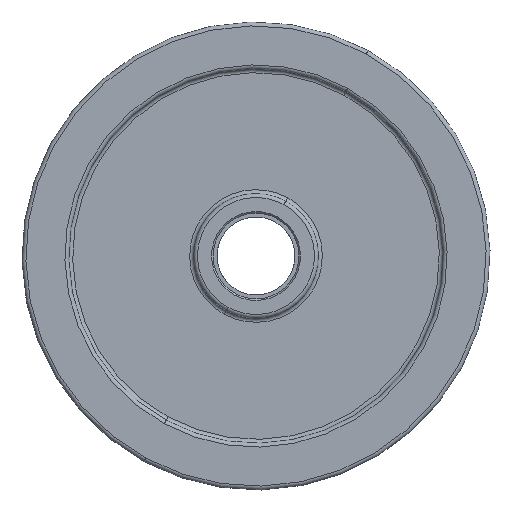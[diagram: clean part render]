
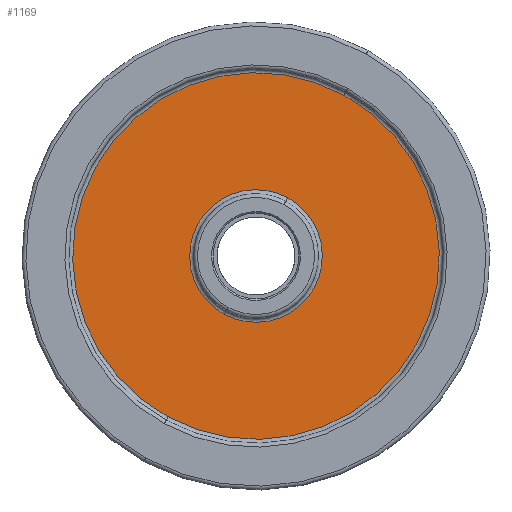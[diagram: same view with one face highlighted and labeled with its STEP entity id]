
A CAD part, front view. The second image highlights one B-rep face of the part: STEP entity #1169.
In plain terms, the highlighted planar face has unit normal (0, -1, 0).
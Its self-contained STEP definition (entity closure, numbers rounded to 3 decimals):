
#1065=CARTESIAN_POINT('Vertex',(-22.533,16.,-41.246)) ;
#1068=CARTESIAN_POINT('Axis2P3D Location',(0.,16.,0.)) ;
#1072=CARTESIAN_POINT('Vertex',(22.533,16.,41.246)) ;
#1092=CARTESIAN_POINT('Axis2P3D Location',(0.,16.,0.)) ;
#1142=CARTESIAN_POINT('Axis2P3D Location',(0.,16.,16.)) ;
#1151=CARTESIAN_POINT('Axis2P3D Location',(0.,16.,0.)) ;
#1155=CARTESIAN_POINT('Vertex',(8.15,16.,14.919)) ;
#1157=CARTESIAN_POINT('Vertex',(-8.15,16.,-14.919)) ;
#1160=CARTESIAN_POINT('Axis2P3D Location',(0.,16.,0.)) ;
#1069=DIRECTION('Axis2P3D Direction',(-0.,1.,0.)) ;
#1093=DIRECTION('Axis2P3D Direction',(0.,1.,-0.)) ;
#1143=DIRECTION('Axis2P3D Direction',(0.,1.,0.)) ;
#1144=DIRECTION('Axis2P3D XDirection',(1.,-0.,0.)) ;
#1152=DIRECTION('Axis2P3D Direction',(0.,1.,0.)) ;
#1161=DIRECTION('Axis2P3D Direction',(0.,1.,0.)) ;
#1070=AXIS2_PLACEMENT_3D('Circle Axis2P3D',#1068,#1069,$) ;
#1094=AXIS2_PLACEMENT_3D('Circle Axis2P3D',#1092,#1093,$) ;
#1145=AXIS2_PLACEMENT_3D('Plane Axis2P3D',#1142,#1143,#1144) ;
#1153=AXIS2_PLACEMENT_3D('Circle Axis2P3D',#1151,#1152,$) ;
#1162=AXIS2_PLACEMENT_3D('Circle Axis2P3D',#1160,#1161,$) ;
#1148=ORIENTED_EDGE('',*,*,#1096,.T.) ;
#1149=ORIENTED_EDGE('',*,*,#1074,.T.) ;
#1166=ORIENTED_EDGE('',*,*,#1159,.F.) ;
#1167=ORIENTED_EDGE('',*,*,#1164,.F.) ;
#1168=FACE_BOUND('',#1165,.T.) ;
#1169=ADVANCED_FACE('Corps principal',(#1150,#1168),#1146,.F.) ;
#1071=CIRCLE('generated circle',#1070,47.) ;
#1095=CIRCLE('generated circle',#1094,47.) ;
#1154=CIRCLE('generated circle',#1153,17.) ;
#1163=CIRCLE('generated circle',#1162,17.) ;
#1074=EDGE_CURVE('',#1073,#1066,#1071,.F.) ;
#1096=EDGE_CURVE('',#1066,#1073,#1095,.F.) ;
#1159=EDGE_CURVE('',#1156,#1158,#1154,.F.) ;
#1164=EDGE_CURVE('',#1158,#1156,#1163,.F.) ;
#1147=EDGE_LOOP('',(#1148,#1149)) ;
#1165=EDGE_LOOP('',(#1166,#1167)) ;
#1150=FACE_OUTER_BOUND('',#1147,.T.) ;
#1146=PLANE('Plane',#1145) ;
#1066=VERTEX_POINT('',#1065) ;
#1073=VERTEX_POINT('',#1072) ;
#1156=VERTEX_POINT('',#1155) ;
#1158=VERTEX_POINT('',#1157) ;
